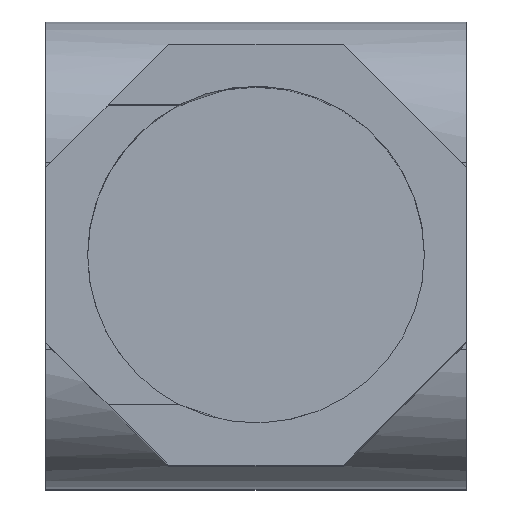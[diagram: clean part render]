
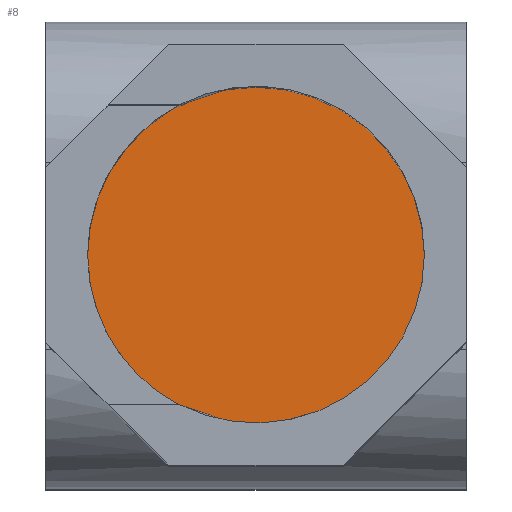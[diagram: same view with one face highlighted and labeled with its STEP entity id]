
A CAD part, top view. The second image highlights one B-rep face of the part: STEP entity #8.
In plain terms, the highlighted planar face has unit normal (0, 0, 1).
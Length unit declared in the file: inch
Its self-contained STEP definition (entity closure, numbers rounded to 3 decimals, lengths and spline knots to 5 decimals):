
#8 = ADVANCED_FACE ( 'NONE', ( #1070 ), #214, .T. ) ;
#15 = EDGE_CURVE ( 'NONE', #530, #561, #36, .T. ) ;
#36 = CIRCLE ( 'NONE', #1080, 0.45 ) ;
#214 = PLANE ( 'NONE',  #411 ) ;
#219 = CARTESIAN_POINT ( 'NONE',  ( -0.5625, -0.625, 0.0625 ) ) ;
#296 = ORIENTED_EDGE ( 'NONE', *, *, #15, .F. ) ;
#411 = AXIS2_PLACEMENT_3D ( 'NONE', #219, #968, #1891 ) ;
#530 = VERTEX_POINT ( 'NONE', #1753 ) ;
#561 = VERTEX_POINT ( 'NONE', #1587 ) ;
#822 = DIRECTION ( 'NONE',  ( 0., -1., 0. ) ) ;
#878 = AXIS2_PLACEMENT_3D ( 'NONE', #998, #1572, #822 ) ;
#968 = DIRECTION ( 'NONE',  ( 0., 0., 1. ) ) ;
#998 = CARTESIAN_POINT ( 'NONE',  ( 0., 0., 0.0625 ) ) ;
#1070 = FACE_OUTER_BOUND ( 'NONE', #1373, .T. ) ;
#1080 = AXIS2_PLACEMENT_3D ( 'NONE', #1147, #1713, #1345 ) ;
#1147 = CARTESIAN_POINT ( 'NONE',  ( 0., 0., 0.0625 ) ) ;
#1345 = DIRECTION ( 'NONE',  ( 0., -1., 0. ) ) ;
#1373 = EDGE_LOOP ( 'NONE', ( #296, #1659 ) ) ;
#1513 = CIRCLE ( 'NONE', #878, 0.45 ) ;
#1572 = DIRECTION ( 'NONE',  ( 0., 0., -1. ) ) ;
#1587 = CARTESIAN_POINT ( 'NONE',  ( 0.45, 0., 0.0625 ) ) ;
#1659 = ORIENTED_EDGE ( 'NONE', *, *, #2249, .F. ) ;
#1713 = DIRECTION ( 'NONE',  ( 0., 0., -1. ) ) ;
#1753 = CARTESIAN_POINT ( 'NONE',  ( -0.45, 0., 0.0625 ) ) ;
#1891 = DIRECTION ( 'NONE',  ( 0., -1., 0. ) ) ;
#2249 = EDGE_CURVE ( 'NONE', #561, #530, #1513, .T. ) ;
